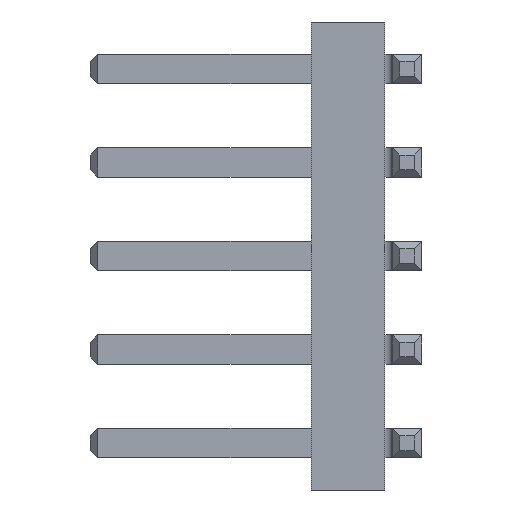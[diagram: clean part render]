
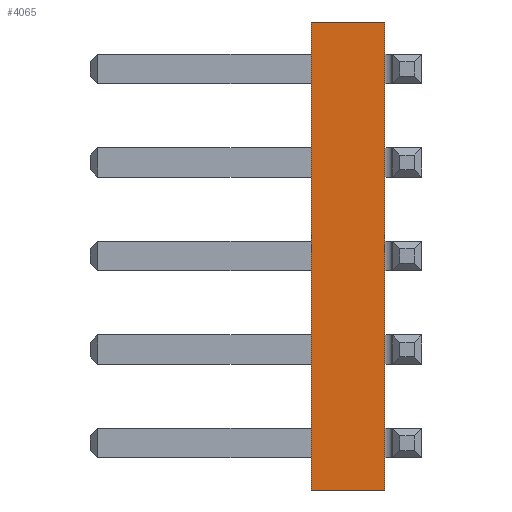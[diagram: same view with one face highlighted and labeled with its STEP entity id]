
A CAD part, left-side view. The second image highlights one B-rep face of the part: STEP entity #4065.
In plain terms, the highlighted planar face has unit normal (-1, 0, 0).
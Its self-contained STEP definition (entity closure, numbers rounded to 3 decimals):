
#141 = VERTEX_POINT ( 'NONE', #1450 ) ;
#221 = CARTESIAN_POINT ( 'NONE',  ( 0., 0., 1.27 ) ) ;
#404 = EDGE_LOOP ( 'NONE', ( #1480, #674, #7286, #3843 ) ) ;
#674 = ORIENTED_EDGE ( 'NONE', *, *, #3509, .F. ) ;
#1159 = DIRECTION ( 'NONE',  ( 0., -1., 0. ) ) ;
#1182 = EDGE_CURVE ( 'NONE', #1563, #3196, #1811, .T. ) ;
#1362 = DIRECTION ( 'NONE',  ( 0., -1., 0. ) ) ;
#1450 = CARTESIAN_POINT ( 'NONE',  ( 0., 1., 0. ) ) ;
#1480 = ORIENTED_EDGE ( 'NONE', *, *, #4754, .T. ) ;
#1563 = VERTEX_POINT ( 'NONE', #8090 ) ;
#1590 = PLANE ( 'NONE',  #7766 ) ;
#1668 = CARTESIAN_POINT ( 'NONE',  ( 0., 0., 1.27 ) ) ;
#1811 = LINE ( 'NONE', #5427, #4078 ) ;
#1947 = EDGE_CURVE ( 'NONE', #1563, #141, #9144, .T. ) ;
#2131 = DIRECTION ( 'NONE',  ( 1., 0., 0. ) ) ;
#2134 = LINE ( 'NONE', #7157, #6896 ) ;
#3196 = VERTEX_POINT ( 'NONE', #4303 ) ;
#3509 = EDGE_CURVE ( 'NONE', #3196, #4839, #3811, .T. ) ;
#3811 = LINE ( 'NONE', #1668, #7036 ) ;
#3843 = ORIENTED_EDGE ( 'NONE', *, *, #1947, .T. ) ;
#4065 = ADVANCED_FACE ( 'NONE', ( #7201 ), #1590, .F. ) ;
#4078 = VECTOR ( 'NONE', #1159, 1000. ) ;
#4303 = CARTESIAN_POINT ( 'NONE',  ( 0., 0., 6.35 ) ) ;
#4754 = EDGE_CURVE ( 'NONE', #141, #4839, #2134, .T. ) ;
#4839 = VERTEX_POINT ( 'NONE', #6591 ) ;
#5022 = DIRECTION ( 'NONE',  ( 0., 1., 0. ) ) ;
#5427 = CARTESIAN_POINT ( 'NONE',  ( 0., 0., 6.35 ) ) ;
#5625 = DIRECTION ( 'NONE',  ( 0., 0., -1. ) ) ;
#6088 = VECTOR ( 'NONE', #5625, 1000. ) ;
#6591 = CARTESIAN_POINT ( 'NONE',  ( 0., 0., 0. ) ) ;
#6896 = VECTOR ( 'NONE', #1362, 1000. ) ;
#7036 = VECTOR ( 'NONE', #8747, 1000. ) ;
#7157 = CARTESIAN_POINT ( 'NONE',  ( 0., 0., 0. ) ) ;
#7201 = FACE_OUTER_BOUND ( 'NONE', #404, .T. ) ;
#7286 = ORIENTED_EDGE ( 'NONE', *, *, #1182, .F. ) ;
#7766 = AXIS2_PLACEMENT_3D ( 'NONE', #221, #2131, #5022 ) ;
#8090 = CARTESIAN_POINT ( 'NONE',  ( 0., 1., 6.35 ) ) ;
#8747 = DIRECTION ( 'NONE',  ( 0., 0., -1. ) ) ;
#9054 = CARTESIAN_POINT ( 'NONE',  ( 0., 1., 1.27 ) ) ;
#9144 = LINE ( 'NONE', #9054, #6088 ) ;
